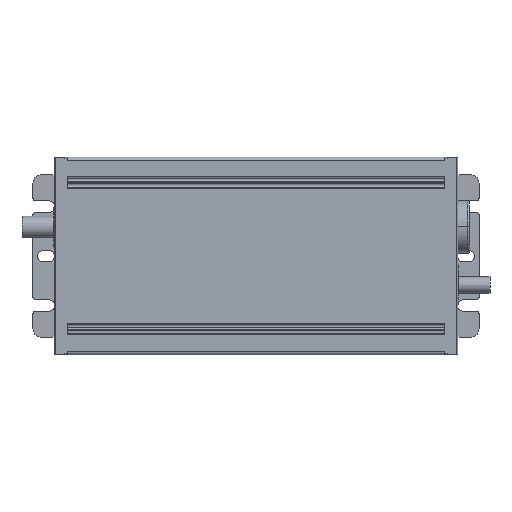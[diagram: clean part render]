
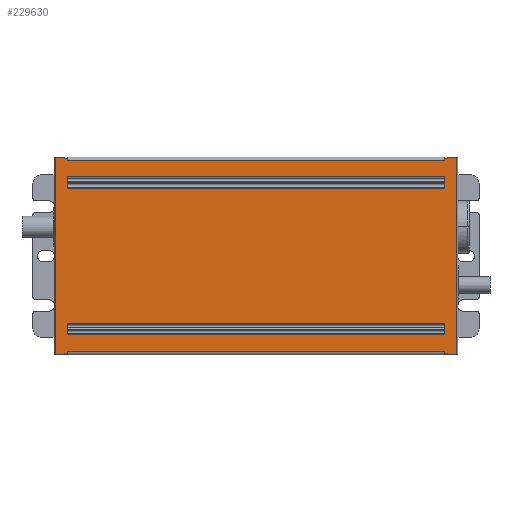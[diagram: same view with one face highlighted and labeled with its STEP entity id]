
A CAD part, top view. The second image highlights one B-rep face of the part: STEP entity #229630.
In plain terms, the highlighted face is planar.
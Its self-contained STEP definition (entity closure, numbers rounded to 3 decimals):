
#142970=CARTESIAN_POINT('',(-34.,18.95,-68.9));
#142980=VERTEX_POINT('',#142970);
#143010=CARTESIAN_POINT('',(-34.,18.95,-68.9));
#143020=DIRECTION('',(0.,0.,1.));
#143030=VECTOR('',#143020,1.);
#143040=LINE('',#143010,#143030);
#143050=CARTESIAN_POINT('',(-34.,18.95,-65.8));
#143060=VERTEX_POINT('',#143050);
#143070=EDGE_CURVE('',#142980,#143060,#143040,.T.);
#143610=CARTESIAN_POINT('',(-34.,18.95,65.8));
#143620=VERTEX_POINT('',#143610);
#143650=CARTESIAN_POINT('',(-34.,18.95,65.8));
#143660=DIRECTION('',(0.,0.,1.));
#143670=VECTOR('',#143660,1.);
#143680=LINE('',#143650,#143670);
#143690=CARTESIAN_POINT('',(-34.,18.95,68.9));
#143700=VERTEX_POINT('',#143690);
#143710=EDGE_CURVE('',#143620,#143700,#143680,.T.);
#197430=CARTESIAN_POINT('',(34.,18.95,68.9));
#197440=VERTEX_POINT('',#197430);
#197470=CARTESIAN_POINT('',(34.,18.95,68.9));
#197480=DIRECTION('',(0.,0.,-1.));
#197490=VECTOR('',#197480,1.);
#197500=LINE('',#197470,#197490);
#197510=CARTESIAN_POINT('',(34.,18.95,65.8));
#197520=VERTEX_POINT('',#197510);
#197530=EDGE_CURVE('',#197440,#197520,#197500,.T.);
#197990=CARTESIAN_POINT('',(34.,18.95,-65.8));
#198000=VERTEX_POINT('',#197990);
#198030=CARTESIAN_POINT('',(34.,18.95,-68.9));
#198040=DIRECTION('',(0.,0.,1.));
#198050=VECTOR('',#198040,1.);
#198060=LINE('',#198030,#198050);
#198070=CARTESIAN_POINT('',(34.,18.95,-68.9));
#198080=VERTEX_POINT('',#198070);
#198090=EDGE_CURVE('',#198080,#198000,#198060,.T.);
#216880=CARTESIAN_POINT('',(33.,18.95,65.));
#216890=VERTEX_POINT('',#216880);
#216920=CARTESIAN_POINT('',(33.,18.95,65.));
#216930=DIRECTION('',(0.,0.,-1.));
#216940=VECTOR('',#216930,1.);
#216950=LINE('',#216920,#216940);
#216960=CARTESIAN_POINT('',(33.,18.95,-65.));
#216970=VERTEX_POINT('',#216960);
#216980=EDGE_CURVE('',#216890,#216970,#216950,.T.);
#222420=CARTESIAN_POINT('',(27.167,18.95,-65.));
#222430=VERTEX_POINT('',#222420);
#222460=CARTESIAN_POINT('',(27.167,18.95,-65.));
#222470=DIRECTION('',(0.,0.,1.));
#222480=VECTOR('',#222470,1.);
#222490=LINE('',#222460,#222480);
#222500=CARTESIAN_POINT('',(27.167,18.95,65.));
#222510=VERTEX_POINT('',#222500);
#222520=EDGE_CURVE('',#222430,#222510,#222490,.T.);
#223220=CARTESIAN_POINT('',(25.333,18.95,65.));
#223230=VERTEX_POINT('',#223220);
#223260=CARTESIAN_POINT('',(25.333,18.95,65.));
#223270=DIRECTION('',(0.,0.,-1.));
#223280=VECTOR('',#223270,1.);
#223290=LINE('',#223260,#223280);
#223300=CARTESIAN_POINT('',(25.333,18.95,-65.));
#223310=VERTEX_POINT('',#223300);
#223320=EDGE_CURVE('',#223230,#223310,#223290,.T.);
#224090=CARTESIAN_POINT('',(25.167,18.95,-65.));
#224100=VERTEX_POINT('',#224090);
#224130=CARTESIAN_POINT('',(25.167,18.95,-65.));
#224140=DIRECTION('',(0.,0.,1.));
#224150=VECTOR('',#224140,1.);
#224160=LINE('',#224130,#224150);
#224170=CARTESIAN_POINT('',(25.167,18.95,65.));
#224180=VERTEX_POINT('',#224170);
#224190=EDGE_CURVE('',#224100,#224180,#224160,.T.);
#224890=CARTESIAN_POINT('',(23.333,18.95,65.));
#224900=VERTEX_POINT('',#224890);
#224930=CARTESIAN_POINT('',(23.333,18.95,65.));
#224940=DIRECTION('',(0.,0.,-1.));
#224950=VECTOR('',#224940,1.);
#224960=LINE('',#224930,#224950);
#224970=CARTESIAN_POINT('',(23.333,18.95,-65.));
#224980=VERTEX_POINT('',#224970);
#224990=EDGE_CURVE('',#224900,#224980,#224960,.T.);
#225480=CARTESIAN_POINT('',(-23.333,18.95,-65.));
#225490=DIRECTION('',(0.,0.,1.));
#225500=VECTOR('',#225490,1.);
#225510=LINE('',#225480,#225500);
#225520=CARTESIAN_POINT('',(-23.333,18.95,-65.));
#225530=VERTEX_POINT('',#225520);
#225540=CARTESIAN_POINT('',(-23.333,18.95,65.));
#225550=VERTEX_POINT('',#225540);
#225560=EDGE_CURVE('',#225530,#225550,#225510,.T.);
#226370=CARTESIAN_POINT('',(-25.167,18.95,65.));
#226380=DIRECTION('',(0.,0.,-1.));
#226390=VECTOR('',#226380,1.);
#226400=LINE('',#226370,#226390);
#226410=CARTESIAN_POINT('',(-25.167,18.95,65.));
#226420=VERTEX_POINT('',#226410);
#226430=CARTESIAN_POINT('',(-25.167,18.95,-65.));
#226440=VERTEX_POINT('',#226430);
#226450=EDGE_CURVE('',#226420,#226440,#226400,.T.);
#227010=CARTESIAN_POINT('',(-25.333,18.95,-65.));
#227020=DIRECTION('',(0.,0.,1.));
#227030=VECTOR('',#227020,1.);
#227040=LINE('',#227010,#227030);
#227050=CARTESIAN_POINT('',(-25.333,18.95,-65.));
#227060=VERTEX_POINT('',#227050);
#227070=CARTESIAN_POINT('',(-25.333,18.95,65.));
#227080=VERTEX_POINT('',#227070);
#227090=EDGE_CURVE('',#227060,#227080,#227040,.T.);
#227900=CARTESIAN_POINT('',(-27.167,18.95,65.));
#227910=DIRECTION('',(0.,0.,-1.));
#227920=VECTOR('',#227910,1.);
#227930=LINE('',#227900,#227920);
#227940=CARTESIAN_POINT('',(-27.167,18.95,65.));
#227950=VERTEX_POINT('',#227940);
#227960=CARTESIAN_POINT('',(-27.167,18.95,-65.));
#227970=VERTEX_POINT('',#227960);
#227980=EDGE_CURVE('',#227950,#227970,#227930,.T.);
#228250=CARTESIAN_POINT('',(34.25,18.95,-65.));
#228260=DIRECTION('',(0.,1.,0.));
#228270=DIRECTION('',(-1.,0.,0.));
#228280=AXIS2_PLACEMENT_3D('',#228250,#228260,#228270);
#228290=PLANE('',#228280);
#228300=ORIENTED_EDGE('',*,*,#223320,.T.);
#228310=CARTESIAN_POINT('',(33.7,18.95,65.));
#228320=DIRECTION('',(-1.,0.,0.));
#228330=VECTOR('',#228320,1.);
#228340=LINE('',#228310,#228330);
#228350=EDGE_CURVE('',#222510,#223230,#228340,.T.);
#228360=ORIENTED_EDGE('',*,*,#228350,.T.);
#228370=ORIENTED_EDGE('',*,*,#222520,.T.);
#228380=CARTESIAN_POINT('',(33.7,18.95,-65.));
#228390=DIRECTION('',(-1.,0.,0.));
#228400=VECTOR('',#228390,1.);
#228410=LINE('',#228380,#228400);
#228420=EDGE_CURVE('',#222430,#223310,#228410,.T.);
#228430=ORIENTED_EDGE('',*,*,#228420,.F.);
#228440=EDGE_LOOP('',(#228430,#228370,#228360,#228300));
#228450=FACE_BOUND('',#228440,.T.);
#228460=ORIENTED_EDGE('',*,*,#224990,.T.);
#228470=EDGE_CURVE('',#224180,#224900,#228340,.T.);
#228480=ORIENTED_EDGE('',*,*,#228470,.T.);
#228490=ORIENTED_EDGE('',*,*,#224190,.T.);
#228500=EDGE_CURVE('',#224100,#224980,#228410,.T.);
#228510=ORIENTED_EDGE('',*,*,#228500,.F.);
#228520=EDGE_LOOP('',(#228510,#228490,#228480,#228460));
#228530=FACE_BOUND('',#228520,.T.);
#228540=CARTESIAN_POINT('',(-33.7,18.95,-65.8));
#228550=DIRECTION('',(0.,0.,1.));
#228560=VECTOR('',#228550,1.);
#228570=LINE('',#228540,#228560);
#228580=CARTESIAN_POINT('',(-33.7,18.95,-65.8));
#228590=VERTEX_POINT('',#228580);
#228600=CARTESIAN_POINT('',(-33.7,18.95,-65.));
#228610=VERTEX_POINT('',#228600);
#228620=EDGE_CURVE('',#228590,#228610,#228570,.T.);
#228630=ORIENTED_EDGE('',*,*,#228620,.T.);
#228640=CARTESIAN_POINT('',(34.,18.95,-65.8));
#228650=DIRECTION('',(-1.,0.,0.));
#228660=VECTOR('',#228650,1.);
#228670=LINE('',#228640,#228660);
#228680=EDGE_CURVE('',#228590,#143060,#228670,.T.);
#228690=ORIENTED_EDGE('',*,*,#228680,.F.);
#228700=ORIENTED_EDGE('',*,*,#143070,.T.);
#228710=CARTESIAN_POINT('',(34.,18.95,-68.9));
#228720=DIRECTION('',(-1.,0.,0.));
#228730=VECTOR('',#228720,1.);
#228740=LINE('',#228710,#228730);
#228750=EDGE_CURVE('',#198080,#142980,#228740,.T.);
#228760=ORIENTED_EDGE('',*,*,#228750,.T.);
#228770=ORIENTED_EDGE('',*,*,#198090,.F.);
#228780=CARTESIAN_POINT('',(33.7,18.95,-65.8));
#228790=VERTEX_POINT('',#228780);
#228800=EDGE_CURVE('',#198000,#228790,#228670,.T.);
#228810=ORIENTED_EDGE('',*,*,#228800,.F.);
#228820=CARTESIAN_POINT('',(33.7,18.95,-65.));
#228830=DIRECTION('',(0.,0.,-1.));
#228840=VECTOR('',#228830,1.);
#228850=LINE('',#228820,#228840);
#228860=CARTESIAN_POINT('',(33.7,18.95,-65.));
#228870=VERTEX_POINT('',#228860);
#228880=EDGE_CURVE('',#228870,#228790,#228850,.T.);
#228890=ORIENTED_EDGE('',*,*,#228880,.T.);
#228900=EDGE_CURVE('',#228870,#216970,#228410,.T.);
#228910=ORIENTED_EDGE('',*,*,#228900,.F.);
#228920=ORIENTED_EDGE('',*,*,#216980,.T.);
#228930=CARTESIAN_POINT('',(33.7,18.95,65.));
#228940=VERTEX_POINT('',#228930);
#228950=EDGE_CURVE('',#228940,#216890,#228340,.T.);
#228960=ORIENTED_EDGE('',*,*,#228950,.T.);
#228970=CARTESIAN_POINT('',(33.7,18.95,65.8));
#228980=DIRECTION('',(0.,0.,-1.));
#228990=VECTOR('',#228980,1.);
#229000=LINE('',#228970,#228990);
#229010=CARTESIAN_POINT('',(33.7,18.95,65.8));
#229020=VERTEX_POINT('',#229010);
#229030=EDGE_CURVE('',#229020,#228940,#229000,.T.);
#229040=ORIENTED_EDGE('',*,*,#229030,.T.);
#229050=CARTESIAN_POINT('',(-34.,18.95,65.8));
#229060=DIRECTION('',(1.,0.,0.));
#229070=VECTOR('',#229060,1.);
#229080=LINE('',#229050,#229070);
#229090=EDGE_CURVE('',#229020,#197520,#229080,.T.);
#229100=ORIENTED_EDGE('',*,*,#229090,.F.);
#229110=ORIENTED_EDGE('',*,*,#197530,.T.);
#229120=CARTESIAN_POINT('',(-34.,18.95,68.9));
#229130=DIRECTION('',(1.,0.,0.));
#229140=VECTOR('',#229130,1.);
#229150=LINE('',#229120,#229140);
#229160=EDGE_CURVE('',#143700,#197440,#229150,.T.);
#229170=ORIENTED_EDGE('',*,*,#229160,.T.);
#229180=ORIENTED_EDGE('',*,*,#143710,.T.);
#229190=CARTESIAN_POINT('',(-33.7,18.95,65.8));
#229200=VERTEX_POINT('',#229190);
#229210=EDGE_CURVE('',#143620,#229200,#229080,.T.);
#229220=ORIENTED_EDGE('',*,*,#229210,.F.);
#229230=CARTESIAN_POINT('',(-33.7,18.95,65.));
#229240=DIRECTION('',(0.,0.,1.));
#229250=VECTOR('',#229240,1.);
#229260=LINE('',#229230,#229250);
#229270=CARTESIAN_POINT('',(-33.7,18.95,65.));
#229280=VERTEX_POINT('',#229270);
#229290=EDGE_CURVE('',#229280,#229200,#229260,.T.);
#229300=ORIENTED_EDGE('',*,*,#229290,.T.);
#229310=CARTESIAN_POINT('',(-33.,18.95,65.));
#229320=VERTEX_POINT('',#229310);
#229330=EDGE_CURVE('',#229320,#229280,#228340,.T.);
#229340=ORIENTED_EDGE('',*,*,#229330,.T.);
#229350=CARTESIAN_POINT('',(-33.,18.95,-65.));
#229360=DIRECTION('',(0.,0.,1.));
#229370=VECTOR('',#229360,1.);
#229380=LINE('',#229350,#229370);
#229390=CARTESIAN_POINT('',(-33.,18.95,-65.));
#229400=VERTEX_POINT('',#229390);
#229410=EDGE_CURVE('',#229400,#229320,#229380,.T.);
#229420=ORIENTED_EDGE('',*,*,#229410,.T.);
#229430=EDGE_CURVE('',#229400,#228610,#228410,.T.);
#229440=ORIENTED_EDGE('',*,*,#229430,.F.);
#229450=EDGE_LOOP('',(#229440,#229420,#229340,#229300,#229220,#229180,
#229170,#229110,#229100,#229040,#228960,#228920,#228910,#228890,#228810,
#228770,#228760,#228700,#228690,#228630));
#229460=FACE_OUTER_BOUND('',#229450,.T.);
#229470=ORIENTED_EDGE('',*,*,#226450,.T.);
#229480=EDGE_CURVE('',#225550,#226420,#228340,.T.);
#229490=ORIENTED_EDGE('',*,*,#229480,.T.);
#229500=ORIENTED_EDGE('',*,*,#225560,.T.);
#229510=EDGE_CURVE('',#225530,#226440,#228410,.T.);
#229520=ORIENTED_EDGE('',*,*,#229510,.F.);
#229530=EDGE_LOOP('',(#229520,#229500,#229490,#229470));
#229540=FACE_BOUND('',#229530,.T.);
#229550=ORIENTED_EDGE('',*,*,#227980,.T.);
#229560=EDGE_CURVE('',#227080,#227950,#228340,.T.);
#229570=ORIENTED_EDGE('',*,*,#229560,.T.);
#229580=ORIENTED_EDGE('',*,*,#227090,.T.);
#229590=EDGE_CURVE('',#227060,#227970,#228410,.T.);
#229600=ORIENTED_EDGE('',*,*,#229590,.F.);
#229610=EDGE_LOOP('',(#229600,#229580,#229570,#229550));
#229620=FACE_BOUND('',#229610,.T.);
#229630=ADVANCED_FACE('',(#228450,#228530,#229460,#229540,#229620),
#228290,.T.);
